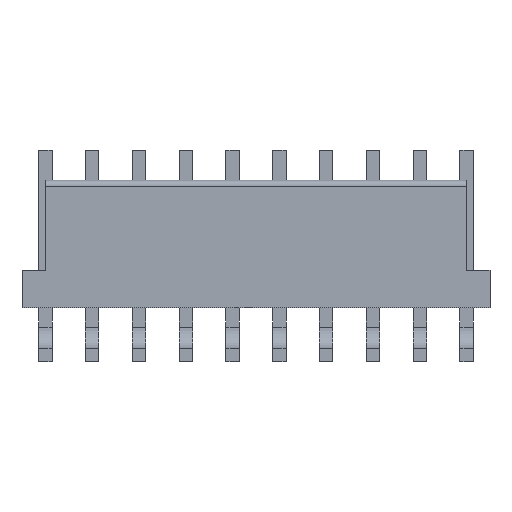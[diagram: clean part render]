
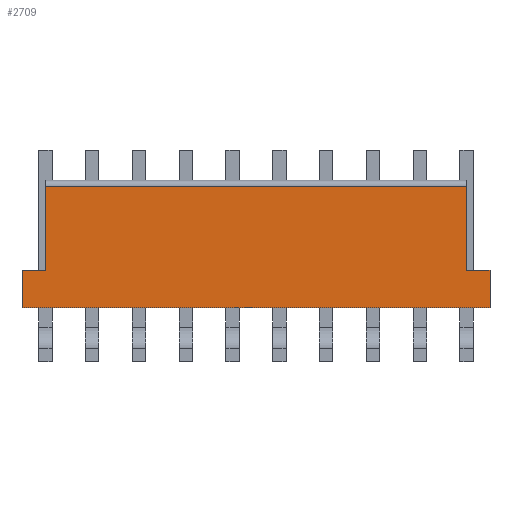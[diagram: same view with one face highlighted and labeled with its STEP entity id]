
A CAD part, front view. The second image highlights one B-rep face of the part: STEP entity #2709.
In plain terms, the highlighted planar face has unit normal (0, -1, 0).
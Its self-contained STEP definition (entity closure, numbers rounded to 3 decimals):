
#97=DIRECTION('',(0.,0.,-1.));
#98=VECTOR('',#97,3.175);
#99=CARTESIAN_POINT('',(-19.812,-4.585,0.));
#100=LINE('',#99,#98);
#329=DIRECTION('',(1.,0.,0.));
#330=VECTOR('',#329,39.624);
#331=CARTESIAN_POINT('',(-19.812,-4.585,-3.175));
#332=LINE('',#331,#330);
#333=DIRECTION('',(1.,0.,0.));
#334=VECTOR('',#333,1.981);
#335=CARTESIAN_POINT('',(-19.812,-4.585,0.));
#336=LINE('',#335,#334);
#337=DIRECTION('',(0.,0.,-1.));
#338=VECTOR('',#337,7.112);
#339=CARTESIAN_POINT('',(-17.831,-4.585,7.112));
#340=LINE('',#339,#338);
#341=DIRECTION('',(1.,0.,0.));
#342=VECTOR('',#341,35.662);
#343=CARTESIAN_POINT('',(-17.831,-4.585,7.112));
#344=LINE('',#343,#342);
#345=DIRECTION('',(0.,0.,-1.));
#346=VECTOR('',#345,7.112);
#347=CARTESIAN_POINT('',(17.831,-4.585,7.112));
#348=LINE('',#347,#346);
#349=DIRECTION('',(1.,0.,0.));
#350=VECTOR('',#349,1.981);
#351=CARTESIAN_POINT('',(17.831,-4.585,0.));
#352=LINE('',#351,#350);
#687=DIRECTION('',(0.,0.,-1.));
#688=VECTOR('',#687,3.175);
#689=CARTESIAN_POINT('',(19.812,-4.585,0.));
#690=LINE('',#689,#688);
#1892=CARTESIAN_POINT('',(-19.812,-4.585,-3.175));
#1894=VERTEX_POINT('',#1892);
#1900=CARTESIAN_POINT('',(19.812,-4.585,-3.175));
#1902=VERTEX_POINT('',#1900);
#1909=CARTESIAN_POINT('',(-17.831,-4.585,7.112));
#1911=VERTEX_POINT('',#1909);
#1913=CARTESIAN_POINT('',(17.831,-4.585,7.112));
#1915=VERTEX_POINT('',#1913);
#1916=CARTESIAN_POINT('',(-19.812,-4.585,0.));
#1917=VERTEX_POINT('',#1916);
#1918=CARTESIAN_POINT('',(19.812,-4.585,0.));
#1919=VERTEX_POINT('',#1918);
#1921=CARTESIAN_POINT('',(-17.831,-4.585,0.));
#1923=VERTEX_POINT('',#1921);
#1924=CARTESIAN_POINT('',(17.831,-4.585,0.));
#1926=VERTEX_POINT('',#1924);
#2688=CARTESIAN_POINT('',(-19.812,-4.585,7.112));
#2689=DIRECTION('',(0.,-1.,0.));
#2690=DIRECTION('',(0.,0.,-1.));
#2691=AXIS2_PLACEMENT_3D('',#2688,#2689,#2690);
#2692=PLANE('',#2691);
#2693=ORIENTED_EDGE('',*,*,#2485,.F.);
#2695=ORIENTED_EDGE('',*,*,#2694,.T.);
#2697=ORIENTED_EDGE('',*,*,#2696,.F.);
#2699=ORIENTED_EDGE('',*,*,#2698,.T.);
#2701=ORIENTED_EDGE('',*,*,#2700,.T.);
#2703=ORIENTED_EDGE('',*,*,#2702,.T.);
#2705=ORIENTED_EDGE('',*,*,#2704,.T.);
#2706=ORIENTED_EDGE('',*,*,#2680,.F.);
#2707=EDGE_LOOP('',(#2693,#2695,#2697,#2699,#2701,#2703,#2705,#2706));
#2708=FACE_OUTER_BOUND('',#2707,.F.);
#2709=ADVANCED_FACE('',(#2708),#2692,.T.);
#2485=EDGE_CURVE('',#1917,#1894,#100,.T.);
#2680=EDGE_CURVE('',#1894,#1902,#332,.T.);
#2694=EDGE_CURVE('',#1917,#1923,#336,.T.);
#2696=EDGE_CURVE('',#1911,#1923,#340,.T.);
#2698=EDGE_CURVE('',#1911,#1915,#344,.T.);
#2700=EDGE_CURVE('',#1915,#1926,#348,.T.);
#2702=EDGE_CURVE('',#1926,#1919,#352,.T.);
#2704=EDGE_CURVE('',#1919,#1902,#690,.T.);
